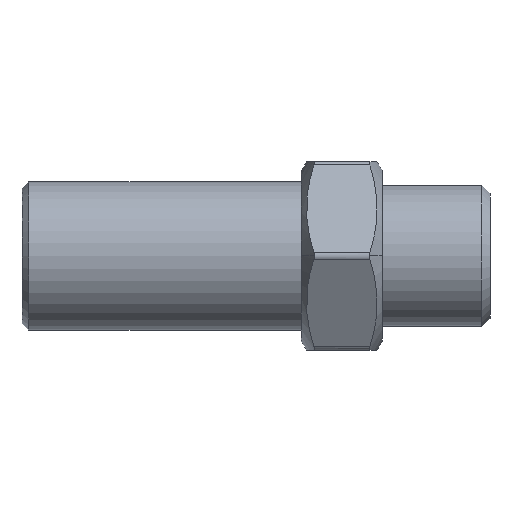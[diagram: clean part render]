
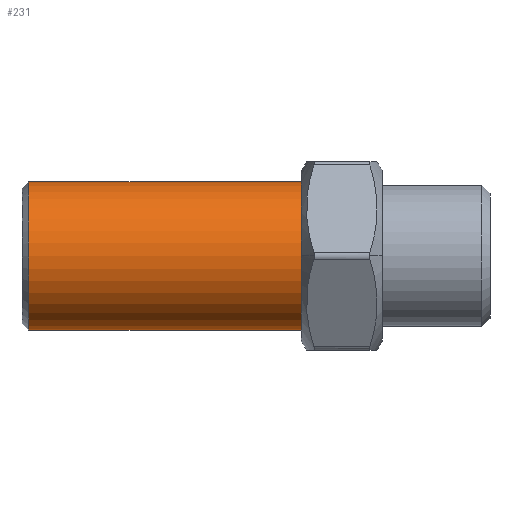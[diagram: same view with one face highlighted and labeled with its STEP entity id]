
A CAD part, top view. The second image highlights one B-rep face of the part: STEP entity #231.
In plain terms, the highlighted cylindrical face has radius 11 mm (diameter 22 mm), a partial arc.
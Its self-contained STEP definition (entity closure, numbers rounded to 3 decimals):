
#55 = CARTESIAN_POINT ( 'NONE',  ( -40.5, -11., 0. ) ) ;
#57 = CARTESIAN_POINT ( 'NONE',  ( -41.5, 11., 0. ) ) ;
#88 = CYLINDRICAL_SURFACE ( 'NONE', #518, 11. ) ;
#130 = EDGE_CURVE ( 'NONE', #136, #404, #530, .T. ) ;
#136 = VERTEX_POINT ( 'NONE', #684 ) ;
#143 = CARTESIAN_POINT ( 'NONE',  ( -41.5, 0., 0. ) ) ;
#175 = VECTOR ( 'NONE', #733, 1000. ) ;
#182 = CIRCLE ( 'NONE', #876, 11. ) ;
#231 = ADVANCED_FACE ( 'NONE', ( #1040 ), #88, .T. ) ;
#232 = DIRECTION ( 'NONE',  ( -1., 0., 0. ) ) ;
#308 = CIRCLE ( 'NONE', #840, 11. ) ;
#386 = VECTOR ( 'NONE', #232, 1000. ) ;
#390 = DIRECTION ( 'NONE',  ( 0., -1., 0. ) ) ;
#394 = DIRECTION ( 'NONE',  ( -1., 0., 0. ) ) ;
#404 = VERTEX_POINT ( 'NONE', #946 ) ;
#445 = ORIENTED_EDGE ( 'NONE', *, *, #130, .T. ) ;
#494 = CARTESIAN_POINT ( 'NONE',  ( 0., -11., 0. ) ) ;
#518 = AXIS2_PLACEMENT_3D ( 'NONE', #143, #394, #390 ) ;
#525 = EDGE_CURVE ( 'NONE', #813, #791, #596, .T. ) ;
#530 = LINE ( 'NONE', #57, #175 ) ;
#553 = ORIENTED_EDGE ( 'NONE', *, *, #525, .F. ) ;
#556 = DIRECTION ( 'NONE',  ( 1., 0., 0. ) ) ;
#596 = LINE ( 'NONE', #726, #386 ) ;
#660 = DIRECTION ( 'NONE',  ( 0., 1., 0. ) ) ;
#684 = CARTESIAN_POINT ( 'NONE',  ( 0., 11., 0. ) ) ;
#718 = EDGE_CURVE ( 'NONE', #404, #791, #308, .T. ) ;
#726 = CARTESIAN_POINT ( 'NONE',  ( -41.5, -11., 0. ) ) ;
#733 = DIRECTION ( 'NONE',  ( -1., 0., 0. ) ) ;
#761 = ORIENTED_EDGE ( 'NONE', *, *, #879, .F. ) ;
#791 = VERTEX_POINT ( 'NONE', #55 ) ;
#813 = VERTEX_POINT ( 'NONE', #494 ) ;
#833 = DIRECTION ( 'NONE',  ( 1., 0., 0. ) ) ;
#834 = CARTESIAN_POINT ( 'NONE',  ( 0., 0., 0. ) ) ;
#840 = AXIS2_PLACEMENT_3D ( 'NONE', #895, #556, #904 ) ;
#852 = EDGE_LOOP ( 'NONE', ( #761, #445, #907, #553 ) ) ;
#876 = AXIS2_PLACEMENT_3D ( 'NONE', #834, #833, #660 ) ;
#879 = EDGE_CURVE ( 'NONE', #136, #813, #182, .T. ) ;
#895 = CARTESIAN_POINT ( 'NONE',  ( -40.5, 0., 0. ) ) ;
#904 = DIRECTION ( 'NONE',  ( 0., 1., 0. ) ) ;
#907 = ORIENTED_EDGE ( 'NONE', *, *, #718, .T. ) ;
#946 = CARTESIAN_POINT ( 'NONE',  ( -40.5, 11., 0. ) ) ;
#1040 = FACE_OUTER_BOUND ( 'NONE', #852, .T. ) ;
